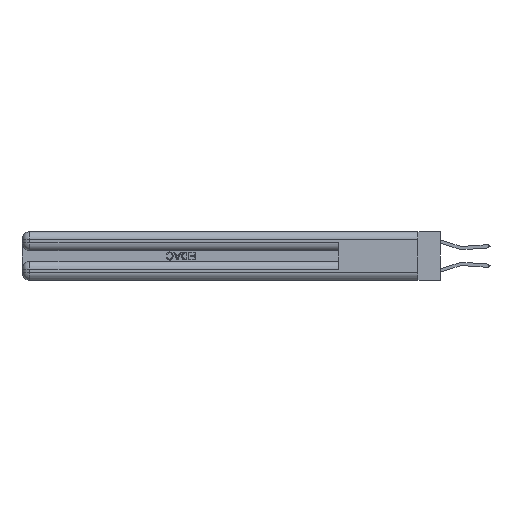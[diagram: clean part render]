
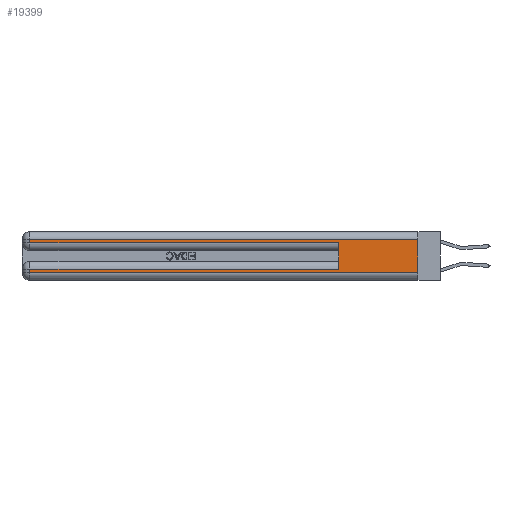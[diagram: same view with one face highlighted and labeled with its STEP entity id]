
A CAD part, left-side view. The second image highlights one B-rep face of the part: STEP entity #19399.
In plain terms, the highlighted planar face has unit normal (-1, 0, 0).
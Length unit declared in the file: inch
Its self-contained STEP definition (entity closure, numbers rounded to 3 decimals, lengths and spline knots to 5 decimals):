
#1983 = CARTESIAN_POINT ( 'NONE',  ( 0., 0.6, 0.285 ) ) ;
#4102 = CARTESIAN_POINT ( 'NONE',  ( 0., 2.94, 0.285 ) ) ;
#4285 = ORIENTED_EDGE ( 'NONE', *, *, #5182, .T. ) ;
#4527 = DIRECTION ( 'NONE',  ( 0., 0., -1. ) ) ;
#5027 = CARTESIAN_POINT ( 'NONE',  ( 0., 0., 0.285 ) ) ;
#5182 = EDGE_CURVE ( 'NONE', #9624, #24742, #7676, .T. ) ;
#5597 = ORIENTED_EDGE ( 'NONE', *, *, #25073, .F. ) ;
#5667 = EDGE_CURVE ( 'NONE', #18077, #9624, #8609, .T. ) ;
#5931 = VECTOR ( 'NONE', #6622, 39.37008 ) ;
#6211 = CARTESIAN_POINT ( 'NONE',  ( 0., 2.94, 0.06 ) ) ;
#6348 = CARTESIAN_POINT ( 'NONE',  ( 0., 0.6, 0.085 ) ) ;
#6622 = DIRECTION ( 'NONE',  ( 0., 0., -1. ) ) ;
#6741 = DIRECTION ( 'NONE',  ( 0., 1., 0. ) ) ;
#7233 = CARTESIAN_POINT ( 'NONE',  ( 0., 2.94, 0.31 ) ) ;
#7530 = VECTOR ( 'NONE', #29628, 39.37008 ) ;
#7676 = LINE ( 'NONE', #5027, #11230 ) ;
#8239 = VECTOR ( 'NONE', #27135, 39.37008 ) ;
#8435 = CARTESIAN_POINT ( 'NONE',  ( 0., 2.94, 0.37 ) ) ;
#8478 = DIRECTION ( 'NONE',  ( 0., -1., 0. ) ) ;
#8609 = LINE ( 'NONE', #8435, #8239 ) ;
#9122 = CARTESIAN_POINT ( 'NONE',  ( 0., 0., 0.37 ) ) ;
#9624 = VERTEX_POINT ( 'NONE', #4102 ) ;
#9795 = VECTOR ( 'NONE', #6741, 39.37008 ) ;
#11166 = VERTEX_POINT ( 'NONE', #26885 ) ;
#11230 = VECTOR ( 'NONE', #29009, 39.37008 ) ;
#11476 = LINE ( 'NONE', #14087, #31511 ) ;
#11706 = EDGE_CURVE ( 'NONE', #29544, #11166, #11476, .T. ) ;
#11929 = VERTEX_POINT ( 'NONE', #26801 ) ;
#12907 = ORIENTED_EDGE ( 'NONE', *, *, #11706, .T. ) ;
#13212 = LINE ( 'NONE', #23972, #7530 ) ;
#13810 = CARTESIAN_POINT ( 'NONE',  ( 0., 2.94, 0.085 ) ) ;
#14087 = CARTESIAN_POINT ( 'NONE',  ( 0., 0., 0.06 ) ) ;
#14245 = ORIENTED_EDGE ( 'NONE', *, *, #5667, .T. ) ;
#14680 = VECTOR ( 'NONE', #31056, 39.37008 ) ;
#14740 = DIRECTION ( 'NONE',  ( 1., 0., 0. ) ) ;
#14748 = VECTOR ( 'NONE', #33755, 39.37008 ) ;
#15060 = EDGE_CURVE ( 'NONE', #31399, #21000, #17880, .T. ) ;
#15478 = ORIENTED_EDGE ( 'NONE', *, *, #15060, .T. ) ;
#16605 = ORIENTED_EDGE ( 'NONE', *, *, #31710, .T. ) ;
#16727 = EDGE_CURVE ( 'NONE', #31399, #24742, #13212, .T. ) ;
#17880 = LINE ( 'NONE', #28645, #14748 ) ;
#18077 = VERTEX_POINT ( 'NONE', #7233 ) ;
#18829 = AXIS2_PLACEMENT_3D ( 'NONE', #9122, #14740, #4527 ) ;
#19399 = ADVANCED_FACE ( 'NONE', ( #30814 ), #20041, .F. ) ;
#19821 = LINE ( 'NONE', #30592, #5931 ) ;
#20041 = PLANE ( 'NONE',  #18829 ) ;
#21000 = VERTEX_POINT ( 'NONE', #13810 ) ;
#22578 = CARTESIAN_POINT ( 'NONE',  ( 0., 0., 0.37 ) ) ;
#23972 = CARTESIAN_POINT ( 'NONE',  ( 0., 0.6, 0.145 ) ) ;
#24742 = VERTEX_POINT ( 'NONE', #1983 ) ;
#25073 = EDGE_CURVE ( 'NONE', #11929, #11166, #27704, .T. ) ;
#25670 = ORIENTED_EDGE ( 'NONE', *, *, #16727, .F. ) ;
#26801 = CARTESIAN_POINT ( 'NONE',  ( 0., 0., 0.31 ) ) ;
#26885 = CARTESIAN_POINT ( 'NONE',  ( 0., 0., 0.06 ) ) ;
#26982 = EDGE_LOOP ( 'NONE', ( #5597, #33683, #14245, #4285, #25670, #15478, #16605, #12907 ) ) ;
#27135 = DIRECTION ( 'NONE',  ( 0., 0., -1. ) ) ;
#27704 = LINE ( 'NONE', #22578, #14680 ) ;
#27900 = CARTESIAN_POINT ( 'NONE',  ( 0., 0., 0.31 ) ) ;
#28645 = CARTESIAN_POINT ( 'NONE',  ( 0., 0., 0.085 ) ) ;
#29009 = DIRECTION ( 'NONE',  ( 0., -1., 0. ) ) ;
#29083 = LINE ( 'NONE', #27900, #9795 ) ;
#29544 = VERTEX_POINT ( 'NONE', #6211 ) ;
#29628 = DIRECTION ( 'NONE',  ( 0., 0., 1. ) ) ;
#29744 = EDGE_CURVE ( 'NONE', #11929, #18077, #29083, .T. ) ;
#30592 = CARTESIAN_POINT ( 'NONE',  ( 0., 2.94, 0.37 ) ) ;
#30814 = FACE_OUTER_BOUND ( 'NONE', #26982, .T. ) ;
#31056 = DIRECTION ( 'NONE',  ( 0., 0., -1. ) ) ;
#31399 = VERTEX_POINT ( 'NONE', #6348 ) ;
#31511 = VECTOR ( 'NONE', #8478, 39.37008 ) ;
#31710 = EDGE_CURVE ( 'NONE', #21000, #29544, #19821, .T. ) ;
#33683 = ORIENTED_EDGE ( 'NONE', *, *, #29744, .T. ) ;
#33755 = DIRECTION ( 'NONE',  ( 0., 1., 0. ) ) ;
